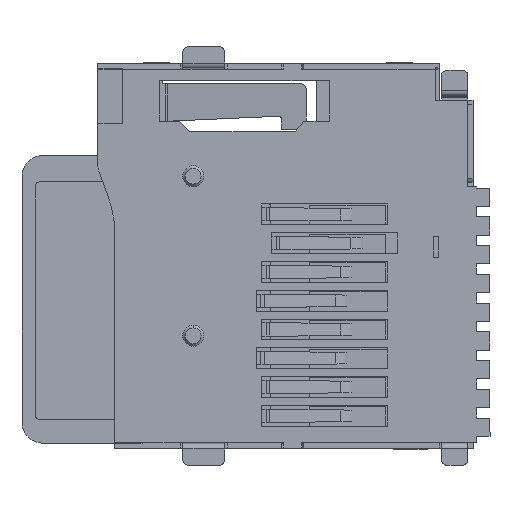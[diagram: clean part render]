
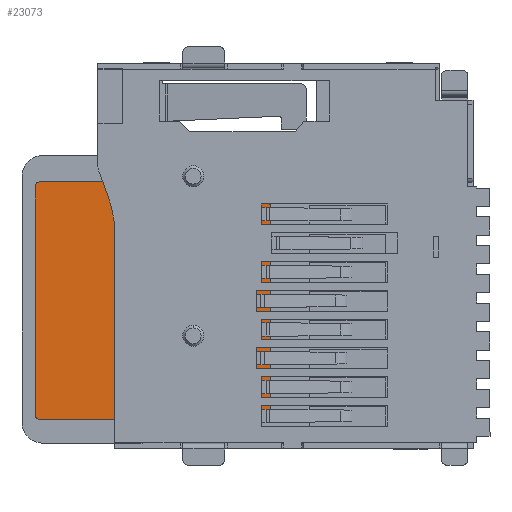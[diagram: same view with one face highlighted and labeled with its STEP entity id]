
A CAD part, left-side view. The second image highlights one B-rep face of the part: STEP entity #23073.
In plain terms, the highlighted face is planar.
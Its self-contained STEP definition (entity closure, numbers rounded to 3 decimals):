
#66 = CARTESIAN_POINT ( 'NONE',  ( 48.675, -10.723, -0.13 ) ) ;
#372 = VERTEX_POINT ( 'NONE', #8780 ) ;
#862 = LINE ( 'NONE', #15419, #10588 ) ;
#1642 = ORIENTED_EDGE ( 'NONE', *, *, #18338, .F. ) ;
#3410 = EDGE_CURVE ( 'NONE', #25795, #372, #27530, .T. ) ;
#4241 = LINE ( 'NONE', #19002, #21721 ) ;
#4284 = CARTESIAN_POINT ( 'NONE',  ( 39.975, -2.123, -0.13 ) ) ;
#4306 = CARTESIAN_POINT ( 'NONE',  ( 39.975, -10.923, -0.13 ) ) ;
#4417 = DIRECTION ( 'NONE',  ( 0., 0., 1. ) ) ;
#4693 = VERTEX_POINT ( 'NONE', #7851 ) ;
#5524 = CIRCLE ( 'NONE', #11214, 0.2 ) ;
#6248 = EDGE_CURVE ( 'NONE', #21437, #6483, #4241, .T. ) ;
#6483 = VERTEX_POINT ( 'NONE', #13274 ) ;
#6710 = CARTESIAN_POINT ( 'NONE',  ( 48.675, -10.923, -0.13 ) ) ;
#6893 = ORIENTED_EDGE ( 'NONE', *, *, #25992, .F. ) ;
#7181 = DIRECTION ( 'NONE',  ( 1., 0., 0. ) ) ;
#7360 = DIRECTION ( 'NONE',  ( -1., 0., 0. ) ) ;
#7489 = ORIENTED_EDGE ( 'NONE', *, *, #14676, .F. ) ;
#7650 = VERTEX_POINT ( 'NONE', #28841 ) ;
#7851 = CARTESIAN_POINT ( 'NONE',  ( 47.927, -1.923, -0.13 ) ) ;
#8302 = ORIENTED_EDGE ( 'NONE', *, *, #6248, .F. ) ;
#8780 = CARTESIAN_POINT ( 'NONE',  ( 48.816, -2.73, -0.13 ) ) ;
#9591 = DIRECTION ( 'NONE',  ( 0., 1., 0. ) ) ;
#9910 = CARTESIAN_POINT ( 'NONE',  ( 48.068, -1.981, -0.13 ) ) ;
#10479 = ORIENTED_EDGE ( 'NONE', *, *, #3410, .F. ) ;
#10588 = VECTOR ( 'NONE', #27904, 1000. ) ;
#10788 = CARTESIAN_POINT ( 'NONE',  ( 39.775, -2.123, -0.13 ) ) ;
#11214 = AXIS2_PLACEMENT_3D ( 'NONE', #15174, #20226, #22474 ) ;
#12441 = CIRCLE ( 'NONE', #18612, 0.2 ) ;
#12522 = VERTEX_POINT ( 'NONE', #6710 ) ;
#12573 = EDGE_CURVE ( 'NONE', #12522, #7650, #18836, .T. ) ;
#13019 = LINE ( 'NONE', #15774, #28052 ) ;
#13261 = CIRCLE ( 'NONE', #18465, 0.2 ) ;
#13274 = CARTESIAN_POINT ( 'NONE',  ( 39.775, -10.723, -0.13 ) ) ;
#13551 = LINE ( 'NONE', #29239, #29321 ) ;
#13955 = CARTESIAN_POINT ( 'NONE',  ( 39.975, -10.723, -0.13 ) ) ;
#14108 = EDGE_LOOP ( 'NONE', ( #8302, #14923, #22544, #27355, #1642, #10479, #23770, #28658, #7489, #6893 ) ) ;
#14326 = DIRECTION ( 'NONE',  ( 1., 0., 0. ) ) ;
#14643 = DIRECTION ( 'NONE',  ( 0., 0., 1. ) ) ;
#14676 = EDGE_CURVE ( 'NONE', #30484, #12522, #13551, .T. ) ;
#14887 = DIRECTION ( 'NONE',  ( 0., -1., 0. ) ) ;
#14923 = ORIENTED_EDGE ( 'NONE', *, *, #21527, .F. ) ;
#15174 = CARTESIAN_POINT ( 'NONE',  ( 47.927, -2.123, -0.13 ) ) ;
#15419 = CARTESIAN_POINT ( 'NONE',  ( 0., 46.087, -0.13 ) ) ;
#15774 = CARTESIAN_POINT ( 'NONE',  ( 0., -1.923, -0.13 ) ) ;
#16233 = EDGE_CURVE ( 'NONE', #4693, #19435, #5524, .T. ) ;
#17322 = PLANE ( 'NONE',  #26804 ) ;
#17480 = CARTESIAN_POINT ( 'NONE',  ( 39.975, -1.923, -0.13 ) ) ;
#18338 = EDGE_CURVE ( 'NONE', #372, #19435, #862, .T. ) ;
#18465 = AXIS2_PLACEMENT_3D ( 'NONE', #4284, #14643, #14326 ) ;
#18612 = AXIS2_PLACEMENT_3D ( 'NONE', #13955, #4417, #7181 ) ;
#18836 = CIRCLE ( 'NONE', #29201, 0.2 ) ;
#19002 = CARTESIAN_POINT ( 'NONE',  ( 39.775, 0., -0.13 ) ) ;
#19435 = VERTEX_POINT ( 'NONE', #9910 ) ;
#19832 = DIRECTION ( 'NONE',  ( 0., 0., 1. ) ) ;
#20226 = DIRECTION ( 'NONE',  ( 0., 0., -1. ) ) ;
#21437 = VERTEX_POINT ( 'NONE', #10788 ) ;
#21527 = EDGE_CURVE ( 'NONE', #27606, #21437, #13261, .T. ) ;
#21721 = VECTOR ( 'NONE', #23673, 1000. ) ;
#21893 = CARTESIAN_POINT ( 'NONE',  ( 48.875, 0., -0.13 ) ) ;
#21955 = VECTOR ( 'NONE', #9591, 1000. ) ;
#22219 = DIRECTION ( 'NONE',  ( 0., 0., 1. ) ) ;
#22474 = DIRECTION ( 'NONE',  ( -1., 0., 0. ) ) ;
#22544 = ORIENTED_EDGE ( 'NONE', *, *, #29701, .T. ) ;
#23073 = ADVANCED_FACE ( 'NONE', ( #29959 ), #17322, .T. ) ;
#23382 = AXIS2_PLACEMENT_3D ( 'NONE', #29372, #22219, #27072 ) ;
#23673 = DIRECTION ( 'NONE',  ( 0., -1., 0. ) ) ;
#23770 = ORIENTED_EDGE ( 'NONE', *, *, #31503, .F. ) ;
#24762 = CARTESIAN_POINT ( 'NONE',  ( 48.875, -10.923, -0.13 ) ) ;
#25661 = DIRECTION ( 'NONE',  ( 1., 0., 0. ) ) ;
#25795 = VERTEX_POINT ( 'NONE', #31202 ) ;
#25992 = EDGE_CURVE ( 'NONE', #6483, #30484, #12441, .T. ) ;
#26750 = LINE ( 'NONE', #21893, #21955 ) ;
#26804 = AXIS2_PLACEMENT_3D ( 'NONE', #24762, #27204, #14887 ) ;
#27072 = DIRECTION ( 'NONE',  ( 1., 0., 0. ) ) ;
#27204 = DIRECTION ( 'NONE',  ( 0., 0., -1. ) ) ;
#27355 = ORIENTED_EDGE ( 'NONE', *, *, #16233, .T. ) ;
#27530 = CIRCLE ( 'NONE', #23382, 0.2 ) ;
#27606 = VERTEX_POINT ( 'NONE', #17480 ) ;
#27904 = DIRECTION ( 'NONE',  ( -0.707, 0.707, 0. ) ) ;
#28052 = VECTOR ( 'NONE', #25661, 1000. ) ;
#28658 = ORIENTED_EDGE ( 'NONE', *, *, #12573, .F. ) ;
#28841 = CARTESIAN_POINT ( 'NONE',  ( 48.875, -10.723, -0.13 ) ) ;
#29077 = DIRECTION ( 'NONE',  ( 1., 0., 0. ) ) ;
#29201 = AXIS2_PLACEMENT_3D ( 'NONE', #66, #19832, #7360 ) ;
#29239 = CARTESIAN_POINT ( 'NONE',  ( 0., -10.923, -0.13 ) ) ;
#29321 = VECTOR ( 'NONE', #29077, 1000. ) ;
#29372 = CARTESIAN_POINT ( 'NONE',  ( 48.675, -2.871, -0.13 ) ) ;
#29701 = EDGE_CURVE ( 'NONE', #27606, #4693, #13019, .T. ) ;
#29959 = FACE_OUTER_BOUND ( 'NONE', #14108, .T. ) ;
#30484 = VERTEX_POINT ( 'NONE', #4306 ) ;
#31202 = CARTESIAN_POINT ( 'NONE',  ( 48.875, -2.871, -0.13 ) ) ;
#31503 = EDGE_CURVE ( 'NONE', #7650, #25795, #26750, .T. ) ;
